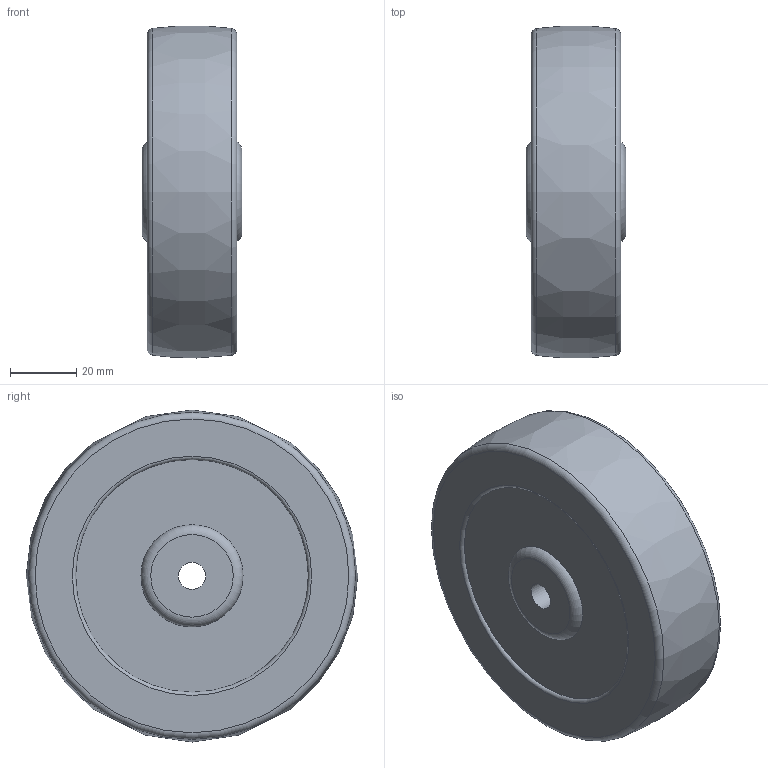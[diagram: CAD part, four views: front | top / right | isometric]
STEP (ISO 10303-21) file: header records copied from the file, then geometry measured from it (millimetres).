
FILE_DESCRIPTION( ( 'STEP AP214' ), '1' );
FILE_NAME( '425E-R 100.stp', '2020-09-28T13:34:35', ( 'License CC BY-ND 4.0' ), ( 'CADENAS' ), ' ', 'PARTsolutions', ' ' );
FILE_SCHEMA( ( 'AUTOMOTIVE_DESIGN { 1 0 10303 214 1 1 1 1 }' ) );
Length unit declared in the file: millimetre
Products named in the file (1): _425E-R 100
Bounding box: 30 x 99.82 x 99.9 mm (x, y, z)
Volume: 202540.8 mm3; surface area: 24271.5 mm2
Topology: 1 solids, 1 shells, 14 faces, 22 edges, 14 vertices
Faces by surface type: torus 6, plane 6, cylinder 1, bspline 1
Full cylindrical faces by diameter (mm): 8.2 x1
Entity records: 439 total; most frequent: CARTESIAN_POINT 70, DIRECTION 56, AXIS2_PLACEMENT_3D 28, EDGE_LOOP 28, ORIENTED_EDGE 28, FACE_OUTER_BOUND 22, STYLED_ITEM 14, PRESENTATION_STYLE_ASSIGNMENT 14
